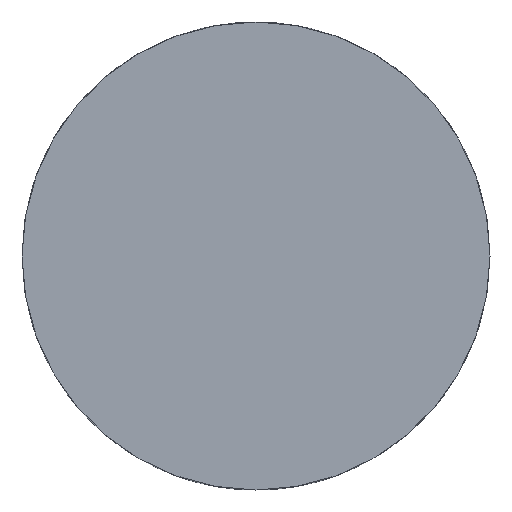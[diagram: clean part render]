
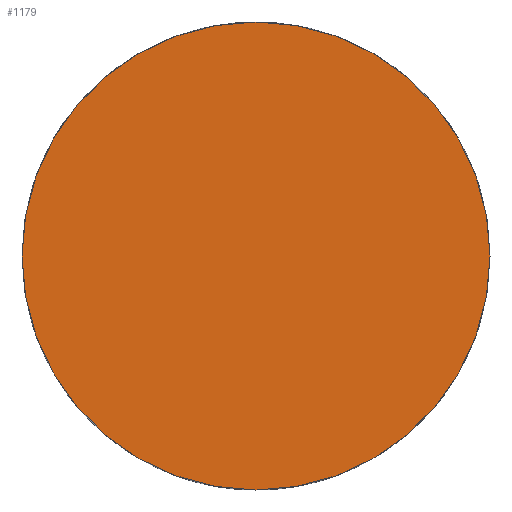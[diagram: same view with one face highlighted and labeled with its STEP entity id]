
A CAD part, front view. The second image highlights one B-rep face of the part: STEP entity #1179.
In plain terms, the highlighted planar face has unit normal (0, -1, 0).
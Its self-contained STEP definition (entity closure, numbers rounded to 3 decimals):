
#72=PLANE('',#1293);
#130=FACE_OUTER_BOUND('',#189,.T.);
#189=EDGE_LOOP('',(#1118));
#481=CIRCLE('',#1254,22.875);
#581=VERTEX_POINT('',#1857);
#728=EDGE_CURVE('',#581,#581,#481,.T.);
#1118=ORIENTED_EDGE('',*,*,#728,.T.);
#1179=ADVANCED_FACE('',(#130),#72,.F.);
#1254=AXIS2_PLACEMENT_3D('',#1859,#1501,#1502);
#1293=AXIS2_PLACEMENT_3D('',#1994,#1615,#1616);
#1501=DIRECTION('center_axis',(0.,-1.,0.));
#1502=DIRECTION('ref_axis',(1.,0.,0.));
#1615=DIRECTION('center_axis',(0.,1.,0.));
#1616=DIRECTION('ref_axis',(0.,0.,1.));
#1857=CARTESIAN_POINT('',(-22.875,0.,0.));
#1859=CARTESIAN_POINT('Origin',(0.,0.,0.));
#1994=CARTESIAN_POINT('Origin',(0.,0.,0.));
